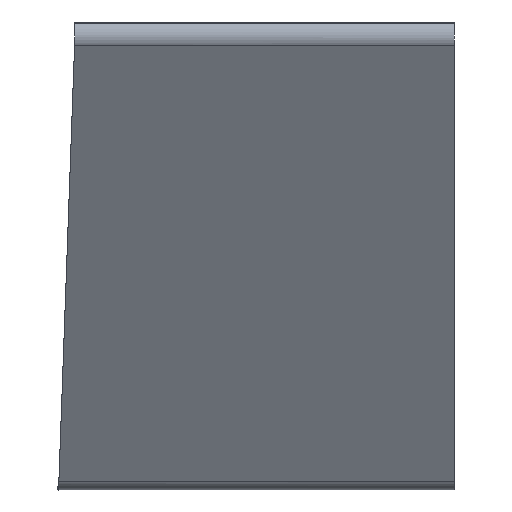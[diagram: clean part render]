
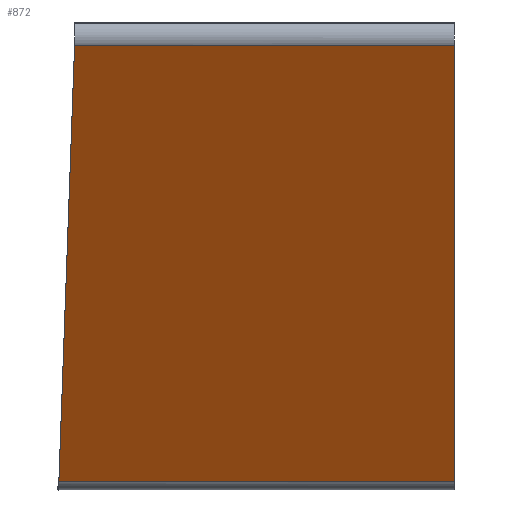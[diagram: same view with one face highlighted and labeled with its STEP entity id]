
A CAD part, left-side view. The second image highlights one B-rep face of the part: STEP entity #872.
In plain terms, the highlighted planar face has unit normal (-0.851, 0, -0.526).
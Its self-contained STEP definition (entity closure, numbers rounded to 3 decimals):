
#70 = PLANE('',#71);
#71 = AXIS2_PLACEMENT_3D('',#72,#73,#74);
#72 = CARTESIAN_POINT('',(0.,-550.,0.));
#73 = DIRECTION('',(0.,1.,0.));
#74 = DIRECTION('',(1.,0.,-0.));
#98 = CYLINDRICAL_SURFACE('',#99,50.);
#99 = AXIS2_PLACEMENT_3D('',#100,#101,#102);
#100 = CARTESIAN_POINT('',(10995.624,-550.,3842.501)
  );
#101 = DIRECTION('',(-0.,1.,0.));
#102 = DIRECTION('',(-0.609,-0.,0.794));
#124 = PLANE('',#125);
#125 = AXIS2_PLACEMENT_3D('',#126,#127,#128);
#126 = CARTESIAN_POINT('',(4.001,-68.69,0.));
#127 = DIRECTION('',(0.058,-0.998,0.));
#128 = DIRECTION('',(0.,0.,-1.));
#410 = VERTEX_POINT('',#411);
#411 = CARTESIAN_POINT('',(10953.092,569.021,
    3816.214));
#439 = EDGE_CURVE('',#410,#440,#442,.T.);
#440 = VERTEX_POINT('',#441);
#441 = CARTESIAN_POINT('',(11747.73,615.304,
    2530.477));
#442 = SURFACE_CURVE('',#443,(#447,#454),.PCURVE_S1.);
#443 = LINE('',#444,#445);
#444 = CARTESIAN_POINT('',(9624.442,491.636,
    5965.992));
#445 = VECTOR('',#446,1.);
#446 = DIRECTION('',(0.525,0.031,-0.85));
#447 = PCURVE('',#124,#448);
#448 = DEFINITIONAL_REPRESENTATION('',(#449),#453);
#449 = LINE('',#450,#451);
#450 = CARTESIAN_POINT('',(-5965.992,9636.745));
#451 = VECTOR('',#452,1.);
#452 = DIRECTION('',(0.85,0.526));
#453 = ( GEOMETRIC_REPRESENTATION_CONTEXT(2) 
PARAMETRIC_REPRESENTATION_CONTEXT() REPRESENTATION_CONTEXT('2D SPACE',''
  ) );
#454 = PCURVE('',#455,#460);
#455 = PLANE('',#456);
#456 = AXIS2_PLACEMENT_3D('',#457,#458,#459);
#457 = CARTESIAN_POINT('',(9632.356,0.,5953.186));
#458 = DIRECTION('',(0.851,0.,0.526));
#459 = DIRECTION('',(0.,-1.,0.));
#460 = DEFINITIONAL_REPRESENTATION('',(#461),#465);
#461 = LINE('',#462,#463);
#462 = CARTESIAN_POINT('',(-491.636,-15.054));
#463 = VECTOR('',#464,1.);
#464 = DIRECTION('',(-0.031,1.));
#465 = ( GEOMETRIC_REPRESENTATION_CONTEXT(2) 
PARAMETRIC_REPRESENTATION_CONTEXT() REPRESENTATION_CONTEXT('2D SPACE',''
  ) );
#486 = CYLINDRICAL_SURFACE('',#487,50.);
#487 = AXIS2_PLACEMENT_3D('',#488,#489,#490);
#488 = CARTESIAN_POINT('',(11790.262,-550.,2556.763)
  );
#489 = DIRECTION('',(-0.,1.,0.));
#490 = DIRECTION('',(0.438,0.,-0.899));
#508 = VERTEX_POINT('',#509);
#509 = CARTESIAN_POINT('',(10953.092,-550.,3816.214)
  );
#535 = EDGE_CURVE('',#508,#410,#536,.T.);
#536 = SURFACE_CURVE('',#537,(#541,#548),.PCURVE_S1.);
#537 = LINE('',#538,#539);
#538 = CARTESIAN_POINT('',(10953.092,-550.,3816.214)
  );
#539 = VECTOR('',#540,1.);
#540 = DIRECTION('',(-0.,1.,0.));
#541 = PCURVE('',#98,#542);
#542 = DEFINITIONAL_REPRESENTATION('',(#543),#547);
#543 = LINE('',#544,#545);
#544 = CARTESIAN_POINT('',(-1.47,0.));
#545 = VECTOR('',#546,1.);
#546 = DIRECTION('',(-0.,1.));
#547 = ( GEOMETRIC_REPRESENTATION_CONTEXT(2) 
PARAMETRIC_REPRESENTATION_CONTEXT() REPRESENTATION_CONTEXT('2D SPACE',''
  ) );
#548 = PCURVE('',#455,#549);
#549 = DEFINITIONAL_REPRESENTATION('',(#550),#554);
#550 = LINE('',#551,#552);
#551 = CARTESIAN_POINT('',(550.,2512.169));
#552 = VECTOR('',#553,1.);
#553 = DIRECTION('',(-1.,0.));
#554 = ( GEOMETRIC_REPRESENTATION_CONTEXT(2) 
PARAMETRIC_REPRESENTATION_CONTEXT() REPRESENTATION_CONTEXT('2D SPACE',''
  ) );
#729 = VERTEX_POINT('',#730);
#730 = CARTESIAN_POINT('',(11747.73,-550.,2530.477)
  );
#752 = EDGE_CURVE('',#729,#508,#753,.T.);
#753 = SURFACE_CURVE('',#754,(#758,#765),.PCURVE_S1.);
#754 = LINE('',#755,#756);
#755 = CARTESIAN_POINT('',(9632.356,-550.,5953.186)
  );
#756 = VECTOR('',#757,1.);
#757 = DIRECTION('',(-0.526,0.,0.851));
#758 = PCURVE('',#70,#759);
#759 = DEFINITIONAL_REPRESENTATION('',(#760),#764);
#760 = LINE('',#761,#762);
#761 = CARTESIAN_POINT('',(9632.356,-5953.186));
#762 = VECTOR('',#763,1.);
#763 = DIRECTION('',(-0.526,-0.851));
#764 = ( GEOMETRIC_REPRESENTATION_CONTEXT(2) 
PARAMETRIC_REPRESENTATION_CONTEXT() REPRESENTATION_CONTEXT('2D SPACE',''
  ) );
#765 = PCURVE('',#455,#766);
#766 = DEFINITIONAL_REPRESENTATION('',(#767),#771);
#767 = LINE('',#768,#769);
#768 = CARTESIAN_POINT('',(550.,0.));
#769 = VECTOR('',#770,1.);
#770 = DIRECTION('',(0.,-1.));
#771 = ( GEOMETRIC_REPRESENTATION_CONTEXT(2) 
PARAMETRIC_REPRESENTATION_CONTEXT() REPRESENTATION_CONTEXT('2D SPACE',''
  ) );
#850 = EDGE_CURVE('',#729,#440,#851,.T.);
#851 = SURFACE_CURVE('',#852,(#856,#863),.PCURVE_S1.);
#852 = LINE('',#853,#854);
#853 = CARTESIAN_POINT('',(11747.73,-550.,2530.477)
  );
#854 = VECTOR('',#855,1.);
#855 = DIRECTION('',(-0.,1.,0.));
#856 = PCURVE('',#486,#857);
#857 = DEFINITIONAL_REPRESENTATION('',(#858),#862);
#858 = LINE('',#859,#860);
#859 = CARTESIAN_POINT('',(1.47,0.));
#860 = VECTOR('',#861,1.);
#861 = DIRECTION('',(0.,1.));
#862 = ( GEOMETRIC_REPRESENTATION_CONTEXT(2) 
PARAMETRIC_REPRESENTATION_CONTEXT() REPRESENTATION_CONTEXT('2D SPACE',''
  ) );
#863 = PCURVE('',#455,#864);
#864 = DEFINITIONAL_REPRESENTATION('',(#865),#869);
#865 = LINE('',#866,#867);
#866 = CARTESIAN_POINT('',(550.,4023.648));
#867 = VECTOR('',#868,1.);
#868 = DIRECTION('',(-1.,0.));
#869 = ( GEOMETRIC_REPRESENTATION_CONTEXT(2) 
PARAMETRIC_REPRESENTATION_CONTEXT() REPRESENTATION_CONTEXT('2D SPACE',''
  ) );
#872 = ADVANCED_FACE('',(#873),#455,.F.);
#873 = FACE_BOUND('',#874,.F.);
#874 = EDGE_LOOP('',(#875,#876,#877,#878));
#875 = ORIENTED_EDGE('',*,*,#752,.F.);
#876 = ORIENTED_EDGE('',*,*,#850,.T.);
#877 = ORIENTED_EDGE('',*,*,#439,.F.);
#878 = ORIENTED_EDGE('',*,*,#535,.F.);
